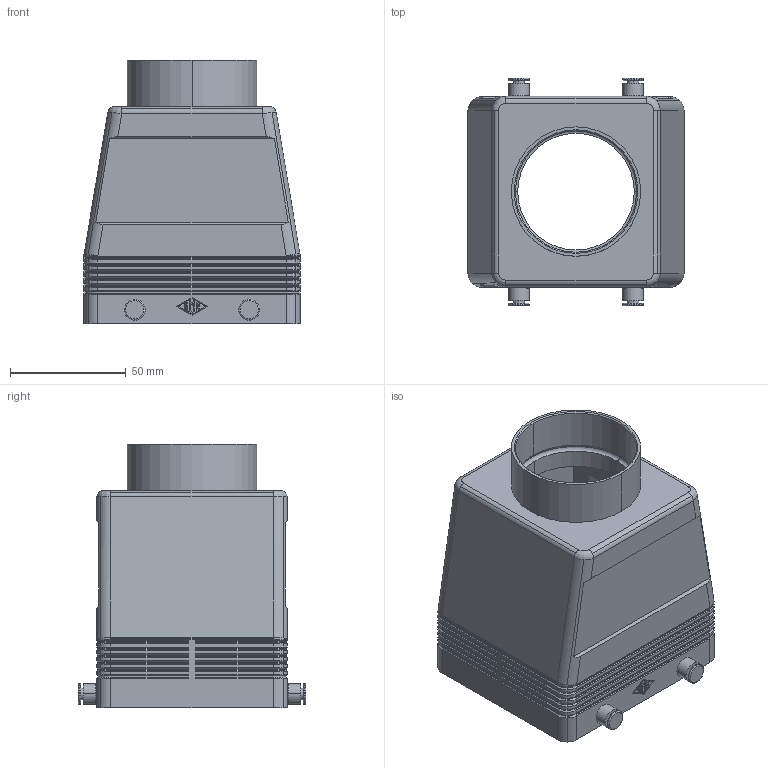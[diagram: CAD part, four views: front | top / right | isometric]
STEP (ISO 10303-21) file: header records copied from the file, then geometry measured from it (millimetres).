
FILE_DESCRIPTION((''),'2;1');
FILE_NAME('CHV 32.42.stp','2006-12-13T19:23:23',('gembarski'),(''),'Autodesk Inventor 7','Autodesk Inventor 7','');
FILE_SCHEMA(('AUTOMOTIVE_DESIGN { 1 0 10303 214 1 1 1 1 }'));
Length unit declared in the file: millimetre
Products named in the file (1): CHV 32.42
Bounding box: 93.5 x 98.5 x 114 mm (x, y, z)
Volume: 151011 mm3; surface area: 80650.2 mm2
Topology: 1 solids, 1 shells, 617 faces, 1559 edges, 970 vertices
Faces by surface type: plane 209, cylinder 160, bspline 126, cone 106, torus 12, sphere 4
Entity records: 19612 total; most frequent: CARTESIAN_POINT 4813, DIRECTION 3095, ORIENTED_EDGE 3086, EDGE_CURVE 1543, AXIS2_PLACEMENT_3D 1060, VECTOR 975, LINE 975, VERTEX_POINT 970
